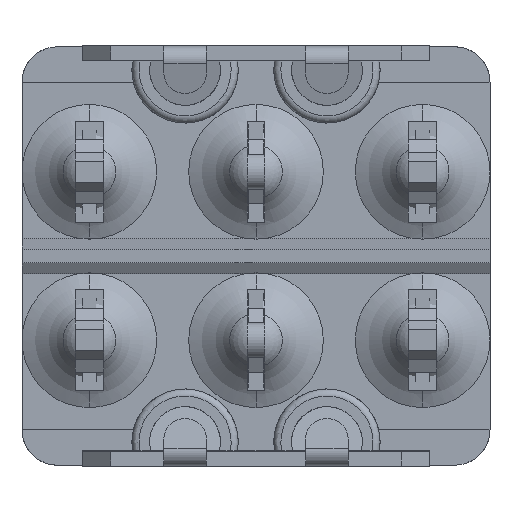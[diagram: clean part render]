
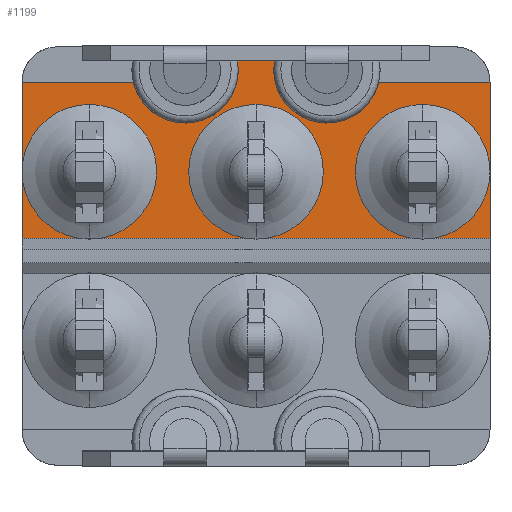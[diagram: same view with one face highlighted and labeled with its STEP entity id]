
A CAD part, front view. The second image highlights one B-rep face of the part: STEP entity #1199.
In plain terms, the highlighted planar face has unit normal (0, -1, 0).
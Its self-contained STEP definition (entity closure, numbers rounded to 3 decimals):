
#69=DIRECTION('',(0.,0.,1.));
#70=VECTOR('',#69,4.4);
#71=CARTESIAN_POINT('',(6.6,-10.95,0.5));
#72=LINE('',#71,#70);
#81=DIRECTION('',(1.,0.,0.));
#82=VECTOR('',#81,13.2);
#83=CARTESIAN_POINT('',(-6.6,-10.95,0.5));
#84=LINE('',#83,#82);
#85=DIRECTION('',(1.,0.,0.));
#86=VECTOR('',#85,3.141);
#87=CARTESIAN_POINT('',(-6.6,-10.95,4.9));
#88=LINE('',#87,#86);
#89=CARTESIAN_POINT('',(-2.,-10.95,5.25));
#90=DIRECTION('',(0.,1.,0.));
#91=DIRECTION('',(0.986,0.,0.167));
#92=AXIS2_PLACEMENT_3D('',#89,#90,#91);
#94=CARTESIAN_POINT('',(2.,-10.95,5.25));
#95=DIRECTION('',(0.,1.,0.));
#96=DIRECTION('',(0.972,0.,-0.233));
#97=AXIS2_PLACEMENT_3D('',#94,#95,#96);
#99=DIRECTION('',(-1.,0.,0.));
#100=VECTOR('',#99,3.141);
#101=CARTESIAN_POINT('',(6.6,-10.95,4.9));
#102=LINE('',#101,#100);
#129=DIRECTION('',(0.,0.,-1.));
#130=VECTOR('',#129,4.4);
#131=CARTESIAN_POINT('',(-6.6,-10.95,4.9));
#132=LINE('',#131,#130);
#530=DIRECTION('',(-1.,0.,0.));
#531=VECTOR('',#530,1.042);
#532=CARTESIAN_POINT('',(0.521,-10.95,5.5));
#533=LINE('',#532,#531);
#857=CARTESIAN_POINT('',(0.521,-10.95,5.5));
#858=CARTESIAN_POINT('',(-0.521,-10.95,5.5));
#859=VERTEX_POINT('',#857);
#860=VERTEX_POINT('',#858);
#885=CARTESIAN_POINT('',(6.6,-10.95,4.9));
#887=VERTEX_POINT('',#885);
#897=CARTESIAN_POINT('',(3.459,-10.95,4.9));
#898=VERTEX_POINT('',#897);
#926=CARTESIAN_POINT('',(-6.6,-10.95,4.9));
#928=VERTEX_POINT('',#926);
#929=CARTESIAN_POINT('',(-3.459,-10.95,4.9));
#930=VERTEX_POINT('',#929);
#981=CARTESIAN_POINT('',(-6.6,-10.95,0.5));
#982=CARTESIAN_POINT('',(6.6,-10.95,0.5));
#983=VERTEX_POINT('',#981);
#984=VERTEX_POINT('',#982);
#1177=CARTESIAN_POINT('',(0.,-10.95,-2.5));
#1178=DIRECTION('',(0.,-1.,0.));
#1179=DIRECTION('',(0.,0.,-1.));
#1180=AXIS2_PLACEMENT_3D('',#1177,#1178,#1179);
#1181=PLANE('',#1180);
#1183=ORIENTED_EDGE('',*,*,#1182,.F.);
#1185=ORIENTED_EDGE('',*,*,#1184,.F.);
#1187=ORIENTED_EDGE('',*,*,#1186,.T.);
#1189=ORIENTED_EDGE('',*,*,#1188,.F.);
#1191=ORIENTED_EDGE('',*,*,#1190,.F.);
#1193=ORIENTED_EDGE('',*,*,#1192,.F.);
#1195=ORIENTED_EDGE('',*,*,#1194,.F.);
#1196=ORIENTED_EDGE('',*,*,#1164,.F.);
#1197=EDGE_LOOP('',(#1183,#1185,#1187,#1189,#1191,#1193,#1195,#1196));
#1198=FACE_OUTER_BOUND('',#1197,.F.);
#1199=ADVANCED_FACE('',(#1198),#1181,.T.);
#93=CIRCLE('',#92,1.5);
#98=CIRCLE('',#97,1.5);
#1164=EDGE_CURVE('',#984,#887,#72,.T.);
#1182=EDGE_CURVE('',#983,#984,#84,.T.);
#1184=EDGE_CURVE('',#928,#983,#132,.T.);
#1186=EDGE_CURVE('',#928,#930,#88,.T.);
#1188=EDGE_CURVE('',#860,#930,#93,.T.);
#1190=EDGE_CURVE('',#859,#860,#533,.T.);
#1192=EDGE_CURVE('',#898,#859,#98,.T.);
#1194=EDGE_CURVE('',#887,#898,#102,.T.);
